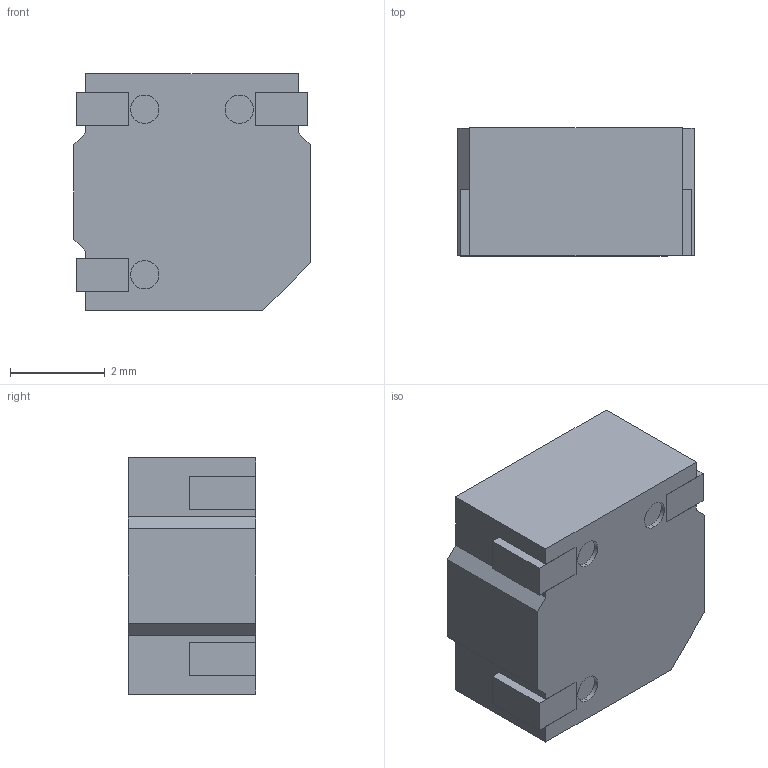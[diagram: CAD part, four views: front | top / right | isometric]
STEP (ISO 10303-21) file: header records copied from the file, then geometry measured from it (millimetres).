
FILE_DESCRIPTION (( 'STEP AP214' ), '1' );
FILE_NAME ('CUI_DEVICES_CSS-0575B-SMT-TR.step', '2019-10-20T21:35:59', ( '' ), ( '' ), 'SwSTEP 2.0', 'SolidWorks 2019', '' );
FILE_SCHEMA (( 'AUTOMOTIVE_DESIGN' ));
Length unit declared in the file: inch
Products named in the file (1): CUI_DEVICES_CSS-0575B-SMT-TR
Bounding box: 5 x 2.7 x 5 mm (x, y, z)
Volume: 63.5 mm3; surface area: 116.1 mm2
Topology: 4 solids, 4 shells, 67 faces, 162 edges, 108 vertices
Faces by surface type: plane 56, cylinder 11
Entity records: 2882 total; most frequent: CARTESIAN_POINT 338, ORIENTED_EDGE 324, DIRECTION 320, EDGE_CURVE 162, VECTOR 140, LINE 140, VERTEX_POINT 108, AXIS2_PLACEMENT_3D 90
